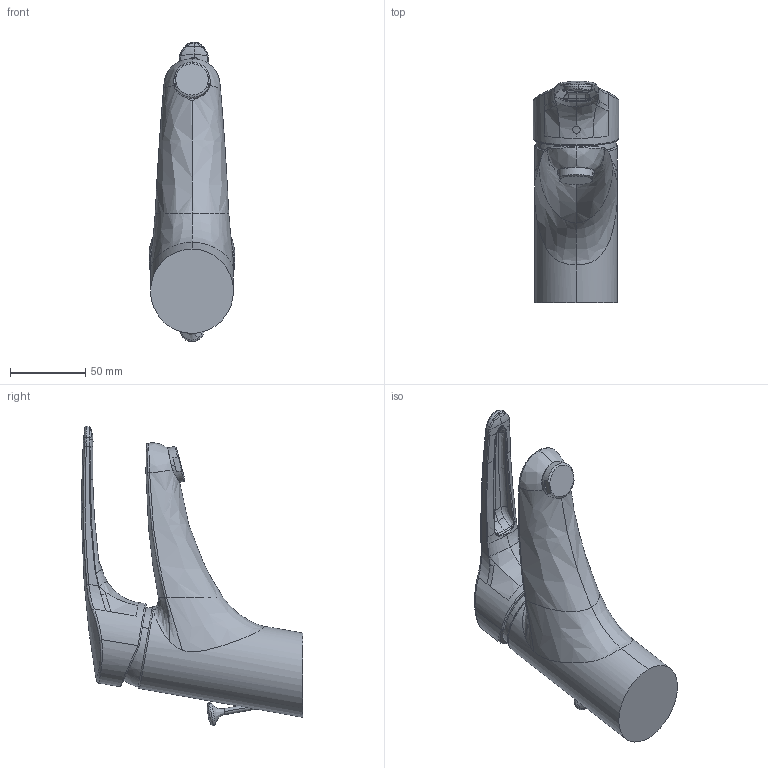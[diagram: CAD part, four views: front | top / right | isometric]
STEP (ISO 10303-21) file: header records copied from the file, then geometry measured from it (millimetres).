
FILE_DESCRIPTION (( 'STEP AP203' ), '1' );
FILE_NAME ('01181186.STEP', '2018-03-14T11:32:53', ( '' ), ( '' ), 'SwSTEP 2.0', 'SolidWorks 2016', '' );
FILE_SCHEMA (( 'CONFIG_CONTROL_DESIGN' ));
Length unit declared in the file: millimetre
Products named in the file (1): 01181186
Bounding box: 57 x 146.9 x 198.66 mm (x, y, z)
Volume: 486795.7 mm3; surface area: 50487 mm2
Topology: 1 solids, 1 shells, 183 faces, 439 edges, 261 vertices
Faces by surface type: bspline 150, cylinder 18, plane 11, sphere 2, cone 2
Entity records: 26068 total; most frequent: CARTESIAN_POINT 22988, ORIENTED_EDGE 878, EDGE_CURVE 439, B_SPLINE_CURVE_WITH_KNOTS 365, VERTEX_POINT 261, EDGE_LOOP 186, ADVANCED_FACE 183, FACE_OUTER_BOUND 183
